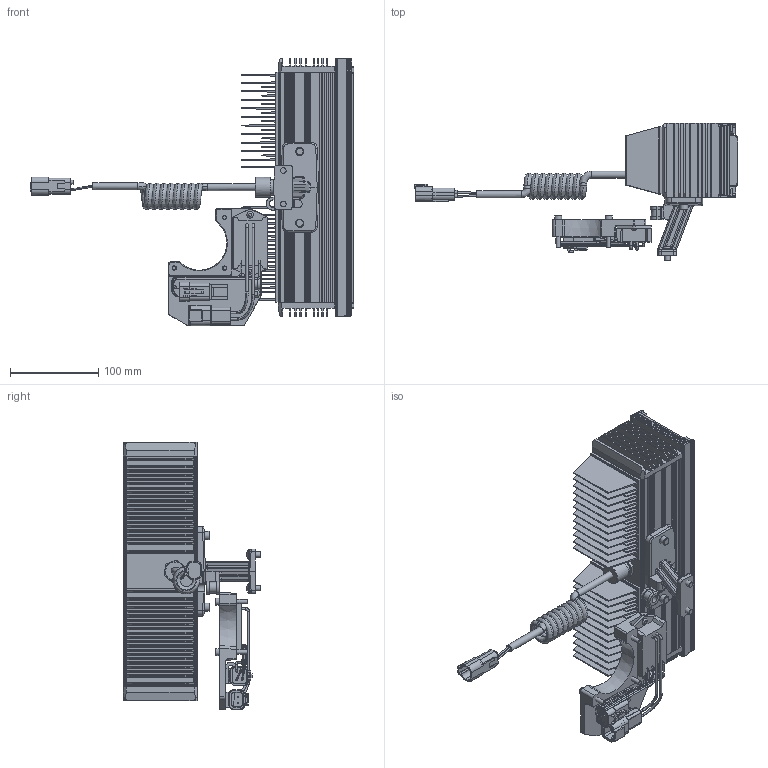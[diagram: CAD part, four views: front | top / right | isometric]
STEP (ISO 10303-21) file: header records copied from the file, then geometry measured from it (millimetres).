
FILE_DESCRIPTION (( 'STEP AP214' ), '1' );
FILE_NAME ('7080_.STEP', '2014-10-03T12:47:20', ( 'eb' ), ( '' ), 'SwSTEP 2.0', 'SolidWorks 2013', '' );
FILE_SCHEMA (( 'AUTOMOTIVE_DESIGN' ));
Length unit declared in the file: inch
Products named in the file (1): 7080_
Bounding box: 366.78 x 155.99 x 303.93 mm (x, y, z)
Surface area: 602619.5 mm2 (no closed solid volume)
Topology: 0 solids, 46 shells, 1905 faces, 5101 edges, 3280 vertices
Faces by surface type: plane 1121, cylinder 555, bspline 160, cone 30, torus 26, sphere 13
Full cylindrical faces by diameter (mm): 1.524 x2, 1.575 x20, 2.769 x6, 3.023 x2, 4.089 x2, 4.318 x2, 4.801 x4, 4.826 x3, 5.563 x2, 6.35 x4, 7.938 x3, 8.001 x2, 9.169 x4, 9.398 x2, 11.1 x2, 17.78 x1, 22.606 x1
Entity records: 69627 total; most frequent: CARTESIAN_POINT 24429, ORIENTED_EDGE 9808, DIRECTION 8318, EDGE_CURVE 4924, LINE 3380, VECTOR 3380, VERTEX_POINT 3235, AXIS2_PLACEMENT_3D 2469
